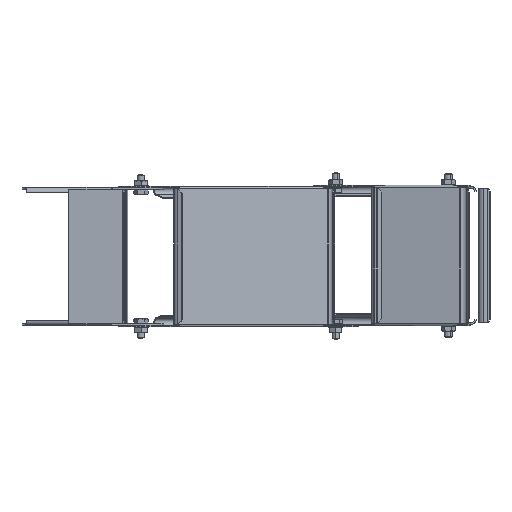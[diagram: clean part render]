
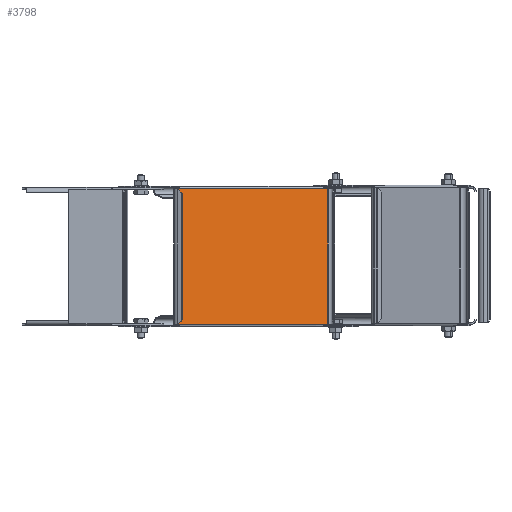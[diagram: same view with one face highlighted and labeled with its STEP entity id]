
A CAD part, front view. The second image highlights one B-rep face of the part: STEP entity #3798.
In plain terms, the highlighted face is planar.
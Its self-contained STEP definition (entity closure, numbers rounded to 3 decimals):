
#1461=DIRECTION('',(0.,0.,-1.));
#1462=VECTOR('',#1461,145.);
#1463=CARTESIAN_POINT('',(93.25,0.,72.5));
#1464=LINE('',#1463,#1462);
#1465=CARTESIAN_POINT('',(-91.75,0.,-75.75));
#1466=DIRECTION('',(0.,1.,0.));
#1467=DIRECTION('',(0.,0.,1.));
#1468=AXIS2_PLACEMENT_3D('',#1465,#1466,#1467);
#1470=DIRECTION('',(1.,0.,0.));
#1471=VECTOR('',#1470,1.5);
#1472=CARTESIAN_POINT('',(-93.25,0.,-72.5));
#1473=LINE('',#1472,#1471);
#1474=DIRECTION('',(-1.,0.,0.));
#1475=VECTOR('',#1474,1.5);
#1476=CARTESIAN_POINT('',(-91.75,0.,72.5));
#1477=LINE('',#1476,#1475);
#1478=CARTESIAN_POINT('',(-91.75,0.,75.75));
#1479=DIRECTION('',(0.,1.,0.));
#1480=DIRECTION('',(0.385,0.,-0.923));
#1481=AXIS2_PLACEMENT_3D('',#1478,#1479,#1480);
#1483=CARTESIAN_POINT('',(91.75,0.,75.75));
#1484=DIRECTION('',(0.,1.,0.));
#1485=DIRECTION('',(0.,0.,-1.));
#1486=AXIS2_PLACEMENT_3D('',#1483,#1484,#1485);
#1488=DIRECTION('',(-1.,0.,0.));
#1489=VECTOR('',#1488,1.5);
#1490=CARTESIAN_POINT('',(93.25,0.,72.5));
#1491=LINE('',#1490,#1489);
#1492=DIRECTION('',(1.,0.,0.));
#1493=VECTOR('',#1492,1.5);
#1494=CARTESIAN_POINT('',(91.75,0.,-72.5));
#1495=LINE('',#1494,#1493);
#1496=CARTESIAN_POINT('',(91.75,0.,-75.75));
#1497=DIRECTION('',(0.,1.,0.));
#1498=DIRECTION('',(-0.385,0.,0.923));
#1499=AXIS2_PLACEMENT_3D('',#1496,#1497,#1498);
#1501=DIRECTION('',(-1.,0.,0.));
#1502=VECTOR('',#1501,181.);
#1503=CARTESIAN_POINT('',(90.5,0.,-72.75));
#1504=LINE('',#1503,#1502);
#3011=DIRECTION('',(1.,0.,0.));
#3012=VECTOR('',#3011,181.);
#3013=CARTESIAN_POINT('',(-90.5,0.,72.75));
#3014=LINE('',#3013,#3012);
#3195=DIRECTION('',(0.,0.,1.));
#3196=VECTOR('',#3195,145.);
#3197=CARTESIAN_POINT('',(-93.25,0.,-72.5));
#3198=LINE('',#3197,#3196);
#3420=CARTESIAN_POINT('',(-93.25,0.,72.5));
#3422=VERTEX_POINT('',#3420);
#3425=CARTESIAN_POINT('',(-93.25,0.,-72.5));
#3426=VERTEX_POINT('',#3425);
#3427=CARTESIAN_POINT('',(90.5,0.,-72.75));
#3428=CARTESIAN_POINT('',(-90.5,0.,-72.75));
#3429=VERTEX_POINT('',#3427);
#3430=VERTEX_POINT('',#3428);
#3431=CARTESIAN_POINT('',(91.75,0.,-72.5));
#3432=VERTEX_POINT('',#3431);
#3433=CARTESIAN_POINT('',(93.25,0.,-72.5));
#3434=VERTEX_POINT('',#3433);
#3435=CARTESIAN_POINT('',(93.25,0.,72.5));
#3436=VERTEX_POINT('',#3435);
#3437=CARTESIAN_POINT('',(91.75,0.,72.5));
#3438=VERTEX_POINT('',#3437);
#3439=CARTESIAN_POINT('',(90.5,0.,72.75));
#3440=VERTEX_POINT('',#3439);
#3441=CARTESIAN_POINT('',(-90.5,0.,72.75));
#3442=VERTEX_POINT('',#3441);
#3443=CARTESIAN_POINT('',(-91.75,0.,72.5));
#3444=VERTEX_POINT('',#3443);
#3445=CARTESIAN_POINT('',(-91.75,0.,-72.5));
#3446=VERTEX_POINT('',#3445);
#3768=CARTESIAN_POINT('',(-144.,0.,75.));
#3769=DIRECTION('',(0.,-1.,0.));
#3770=DIRECTION('',(0.,0.,-1.));
#3771=AXIS2_PLACEMENT_3D('',#3768,#3769,#3770);
#3772=PLANE('',#3771);
#3774=ORIENTED_EDGE('',*,*,#3773,.T.);
#3776=ORIENTED_EDGE('',*,*,#3775,.F.);
#3778=ORIENTED_EDGE('',*,*,#3777,.F.);
#3780=ORIENTED_EDGE('',*,*,#3779,.T.);
#3782=ORIENTED_EDGE('',*,*,#3781,.F.);
#3784=ORIENTED_EDGE('',*,*,#3783,.F.);
#3786=ORIENTED_EDGE('',*,*,#3785,.T.);
#3788=ORIENTED_EDGE('',*,*,#3787,.F.);
#3790=ORIENTED_EDGE('',*,*,#3789,.F.);
#3791=ORIENTED_EDGE('',*,*,#3759,.T.);
#3793=ORIENTED_EDGE('',*,*,#3792,.F.);
#3795=ORIENTED_EDGE('',*,*,#3794,.F.);
#3796=EDGE_LOOP('',(#3774,#3776,#3778,#3780,#3782,#3784,#3786,#3788,#3790,#3791,
#3793,#3795));
#3797=FACE_OUTER_BOUND('',#3796,.F.);
#3798=ADVANCED_FACE('',(#3797),#3772,.T.);
#1469=CIRCLE('',#1468,3.25);
#1482=CIRCLE('',#1481,3.25);
#1487=CIRCLE('',#1486,3.25);
#1500=CIRCLE('',#1499,3.25);
#3759=EDGE_CURVE('',#3436,#3434,#1464,.T.);
#3773=EDGE_CURVE('',#3429,#3430,#1504,.T.);
#3775=EDGE_CURVE('',#3446,#3430,#1469,.T.);
#3777=EDGE_CURVE('',#3426,#3446,#1473,.T.);
#3779=EDGE_CURVE('',#3426,#3422,#3198,.T.);
#3781=EDGE_CURVE('',#3444,#3422,#1477,.T.);
#3783=EDGE_CURVE('',#3442,#3444,#1482,.T.);
#3785=EDGE_CURVE('',#3442,#3440,#3014,.T.);
#3787=EDGE_CURVE('',#3438,#3440,#1487,.T.);
#3789=EDGE_CURVE('',#3436,#3438,#1491,.T.);
#3792=EDGE_CURVE('',#3432,#3434,#1495,.T.);
#3794=EDGE_CURVE('',#3429,#3432,#1500,.T.);
